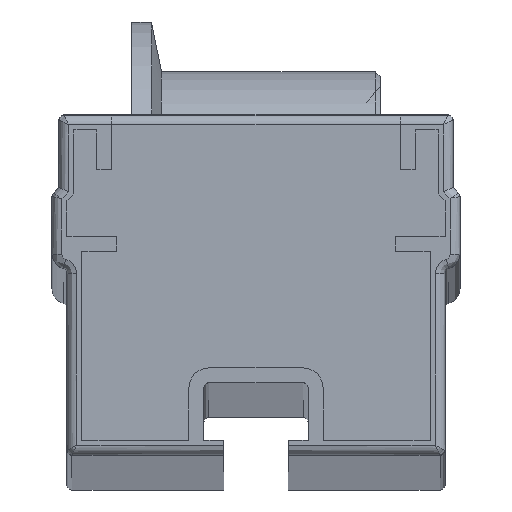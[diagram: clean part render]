
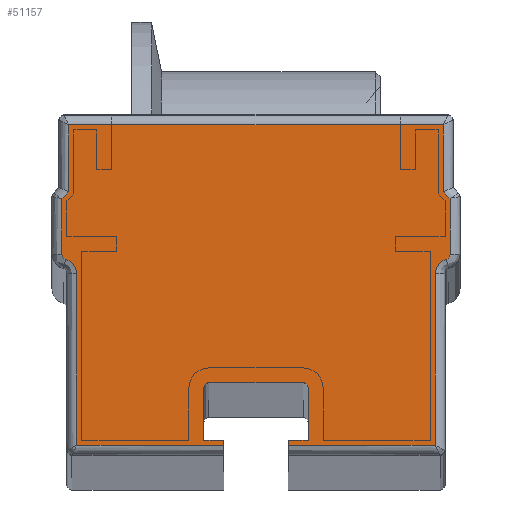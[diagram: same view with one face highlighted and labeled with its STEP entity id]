
A CAD part, top view. The second image highlights one B-rep face of the part: STEP entity #51157.
In plain terms, the highlighted planar face has unit normal (0, 0, 1).
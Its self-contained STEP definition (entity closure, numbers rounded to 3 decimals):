
#709=CIRCLE('',#54287,1.5);
#712=CIRCLE('',#54290,0.5);
#718=CIRCLE('',#54313,0.5);
#721=CIRCLE('',#54317,1.5);
#725=CIRCLE('',#54327,0.5);
#726=CIRCLE('',#54328,0.5);
#5091=FACE_OUTER_BOUND('',#8081,.T.);
#8081=EDGE_LOOP('',(#34330,#34331,#34332,#34333,#34334,#34335,#34336,#34337,
#34338,#34339,#34340,#34341,#34342,#34343,#34344,#34345,#34346,#34347,#34348,
#34349,#34350,#34351,#34352,#34353));
#11269=LINE('',#77673,#16077);
#11272=LINE('',#77682,#16080);
#11273=LINE('',#77704,#16081);
#11275=LINE('',#77778,#16083);
#11278=LINE('',#77784,#16086);
#11279=LINE('',#77786,#16087);
#11281=LINE('',#77790,#16089);
#11284=LINE('',#77796,#16092);
#11286=LINE('',#77802,#16094);
#11287=LINE('',#77824,#16095);
#11290=LINE('',#77831,#16098);
#11295=LINE('',#77844,#16103);
#11298=LINE('',#77850,#16106);
#11299=LINE('',#77852,#16107);
#11300=LINE('',#77854,#16108);
#11301=LINE('',#77858,#16109);
#11302=LINE('',#77862,#16110);
#11303=LINE('',#77863,#16111);
#16077=VECTOR('',#60616,10.);
#16080=VECTOR('',#60625,10.);
#16081=VECTOR('',#60642,10.);
#16083=VECTOR('',#60666,10.);
#16086=VECTOR('',#60673,10.);
#16087=VECTOR('',#60676,10.);
#16089=VECTOR('',#60680,10.);
#16092=VECTOR('',#60687,10.);
#16094=VECTOR('',#60693,10.);
#16095=VECTOR('',#60710,10.);
#16098=VECTOR('',#60717,10.);
#16103=VECTOR('',#60730,10.);
#16106=VECTOR('',#60735,10.);
#16107=VECTOR('',#60736,10.);
#16108=VECTOR('',#60737,10.);
#16109=VECTOR('',#60740,10.);
#16110=VECTOR('',#60743,10.);
#16111=VECTOR('',#60744,10.);
#20857=VERTEX_POINT('',#77577);
#20861=VERTEX_POINT('',#77605);
#20864=VERTEX_POINT('',#77631);
#20868=VERTEX_POINT('',#77664);
#20871=VERTEX_POINT('',#77672);
#20874=VERTEX_POINT('',#77680);
#20876=VERTEX_POINT('',#77685);
#20878=VERTEX_POINT('',#77699);
#20881=VERTEX_POINT('',#77734);
#20886=VERTEX_POINT('',#77769);
#20889=VERTEX_POINT('',#77777);
#20891=VERTEX_POINT('',#77789);
#20894=VERTEX_POINT('',#77800);
#20896=VERTEX_POINT('',#77813);
#20898=VERTEX_POINT('',#77819);
#20900=VERTEX_POINT('',#77829);
#20904=VERTEX_POINT('',#77843);
#20906=VERTEX_POINT('',#77849);
#20907=VERTEX_POINT('',#77851);
#20908=VERTEX_POINT('',#77853);
#20909=VERTEX_POINT('',#77855);
#20910=VERTEX_POINT('',#77857);
#20911=VERTEX_POINT('',#77859);
#20912=VERTEX_POINT('',#77861);
#26154=EDGE_CURVE('',#20868,#20871,#11269,.T.);
#26159=EDGE_CURVE('',#20874,#20868,#11272,.T.);
#26161=EDGE_CURVE('',#20876,#20874,#709,.T.);
#26164=EDGE_CURVE('',#20878,#20876,#712,.T.);
#26166=EDGE_CURVE('',#20864,#20878,#11273,.T.);
#26178=EDGE_CURVE('',#20886,#20889,#11275,.T.);
#26182=EDGE_CURVE('',#20889,#20864,#11278,.T.);
#26183=EDGE_CURVE('',#20881,#20886,#11279,.T.);
#26185=EDGE_CURVE('',#20861,#20891,#11281,.T.);
#26189=EDGE_CURVE('',#20891,#20881,#11284,.T.);
#26192=EDGE_CURVE('',#20894,#20861,#11286,.T.);
#26194=EDGE_CURVE('',#20896,#20894,#718,.T.);
#26197=EDGE_CURVE('',#20898,#20896,#721,.T.);
#26199=EDGE_CURVE('',#20857,#20898,#11287,.T.);
#26203=EDGE_CURVE('',#20900,#20857,#11290,.T.);
#26209=EDGE_CURVE('',#20904,#20871,#11295,.T.);
#26212=EDGE_CURVE('',#20900,#20906,#11298,.T.);
#26213=EDGE_CURVE('',#20906,#20907,#11299,.T.);
#26214=EDGE_CURVE('',#20907,#20908,#11300,.T.);
#26215=EDGE_CURVE('',#20908,#20909,#725,.T.);
#26216=EDGE_CURVE('',#20909,#20910,#11301,.T.);
#26217=EDGE_CURVE('',#20910,#20911,#726,.T.);
#26218=EDGE_CURVE('',#20911,#20912,#11302,.T.);
#26219=EDGE_CURVE('',#20912,#20904,#11303,.T.);
#34330=ORIENTED_EDGE('',*,*,#26154,.F.);
#34331=ORIENTED_EDGE('',*,*,#26159,.F.);
#34332=ORIENTED_EDGE('',*,*,#26161,.F.);
#34333=ORIENTED_EDGE('',*,*,#26164,.F.);
#34334=ORIENTED_EDGE('',*,*,#26166,.F.);
#34335=ORIENTED_EDGE('',*,*,#26182,.F.);
#34336=ORIENTED_EDGE('',*,*,#26178,.F.);
#34337=ORIENTED_EDGE('',*,*,#26183,.F.);
#34338=ORIENTED_EDGE('',*,*,#26189,.F.);
#34339=ORIENTED_EDGE('',*,*,#26185,.F.);
#34340=ORIENTED_EDGE('',*,*,#26192,.F.);
#34341=ORIENTED_EDGE('',*,*,#26194,.F.);
#34342=ORIENTED_EDGE('',*,*,#26197,.F.);
#34343=ORIENTED_EDGE('',*,*,#26199,.F.);
#34344=ORIENTED_EDGE('',*,*,#26203,.F.);
#34345=ORIENTED_EDGE('',*,*,#26212,.T.);
#34346=ORIENTED_EDGE('',*,*,#26213,.T.);
#34347=ORIENTED_EDGE('',*,*,#26214,.T.);
#34348=ORIENTED_EDGE('',*,*,#26215,.T.);
#34349=ORIENTED_EDGE('',*,*,#26216,.T.);
#34350=ORIENTED_EDGE('',*,*,#26217,.T.);
#34351=ORIENTED_EDGE('',*,*,#26218,.T.);
#34352=ORIENTED_EDGE('',*,*,#26219,.T.);
#34353=ORIENTED_EDGE('',*,*,#26209,.T.);
#49699=PLANE('',#54326);
#51157=ADVANCED_FACE('',(#5091),#49699,.T.);
#54287=AXIS2_PLACEMENT_3D('',#77687,#60630,#60631);
#54290=AXIS2_PLACEMENT_3D('',#77701,#60636,#60637);
#54313=AXIS2_PLACEMENT_3D('',#77815,#60696,#60697);
#54317=AXIS2_PLACEMENT_3D('',#77821,#60704,#60705);
#54326=AXIS2_PLACEMENT_3D('',#77848,#60733,#60734);
#54327=AXIS2_PLACEMENT_3D('',#77856,#60738,#60739);
#54328=AXIS2_PLACEMENT_3D('',#77860,#60741,#60742);
#60616=DIRECTION('',(-1.,0.,0.));
#60625=DIRECTION('',(0.,-1.,0.));
#60630=DIRECTION('center_axis',(0.,0.,1.));
#60631=DIRECTION('ref_axis',(-0.791,0.612,0.));
#60636=DIRECTION('center_axis',(0.,0.,-1.));
#60637=DIRECTION('ref_axis',(0.791,-0.612,0.));
#60642=DIRECTION('',(0.,-1.,0.));
#60666=DIRECTION('',(0.,-1.,0.));
#60673=DIRECTION('',(0.707,-0.707,0.));
#60676=DIRECTION('',(1.,0.,0.));
#60680=DIRECTION('',(0.707,0.707,0.));
#60687=DIRECTION('',(0.,1.,0.));
#60693=DIRECTION('',(0.,1.,0.));
#60696=DIRECTION('center_axis',(0.,0.,-1.));
#60697=DIRECTION('ref_axis',(-0.791,-0.612,0.));
#60704=DIRECTION('center_axis',(0.,0.,1.));
#60705=DIRECTION('ref_axis',(0.791,0.612,0.));
#60710=DIRECTION('',(0.,1.,0.));
#60717=DIRECTION('',(-1.,0.,0.));
#60730=DIRECTION('',(0.,-1.,0.));
#60733=DIRECTION('center_axis',(0.,0.,1.));
#60734=DIRECTION('ref_axis',(1.,0.,0.));
#60735=DIRECTION('',(0.,1.,0.));
#60736=DIRECTION('',(-1.,0.,0.));
#60737=DIRECTION('',(0.,1.,0.));
#60738=DIRECTION('center_axis',(0.,0.,-1.));
#60739=DIRECTION('ref_axis',(0.,1.,0.));
#60740=DIRECTION('',(1.,0.,0.));
#60741=DIRECTION('center_axis',(0.,0.,-1.));
#60742=DIRECTION('ref_axis',(1.,0.,0.));
#60743=DIRECTION('',(0.,-1.,0.));
#60744=DIRECTION('',(-1.,0.,0.));
#77577=CARTESIAN_POINT('',(-20.764,-17.118,1000.));
#77605=CARTESIAN_POINT('',(-22.264,7.667,1000.));
#77631=CARTESIAN_POINT('',(16.736,7.667,1000.));
#77664=CARTESIAN_POINT('',(15.236,-17.118,1000.));
#77672=CARTESIAN_POINT('',(0.486,-17.118,1000.));
#77673=CARTESIAN_POINT('',(-1.139,-17.118,1000.));
#77680=CARTESIAN_POINT('',(15.236,0.145,1000.));
#77682=CARTESIAN_POINT('',(15.236,-9.955,1000.));
#77685=CARTESIAN_POINT('',(16.361,1.598,1000.));
#77687=CARTESIAN_POINT('Origin',(16.736,0.145,1000.));
#77699=CARTESIAN_POINT('',(16.736,2.082,1000.));
#77701=CARTESIAN_POINT('Origin',(16.236,2.082,1000.));
#77704=CARTESIAN_POINT('',(16.736,-0.105,1000.));
#77734=CARTESIAN_POINT('',(-21.564,15.082,1000.));
#77769=CARTESIAN_POINT('',(16.036,15.082,1000.));
#77777=CARTESIAN_POINT('',(16.036,8.367,1000.));
#77778=CARTESIAN_POINT('',(16.036,3.245,1000.));
#77784=CARTESIAN_POINT('',(14.424,9.98,1000.));
#77786=CARTESIAN_POINT('',(6.886,15.082,1000.));
#77789=CARTESIAN_POINT('',(-21.564,8.367,1000.));
#77790=CARTESIAN_POINT('',(-19.675,10.256,1000.));
#77796=CARTESIAN_POINT('',(-21.564,6.645,1000.));
#77800=CARTESIAN_POINT('',(-22.264,2.082,1000.));
#77802=CARTESIAN_POINT('',(-22.264,2.792,1000.));
#77813=CARTESIAN_POINT('',(-21.889,1.598,1000.));
#77815=CARTESIAN_POINT('Origin',(-21.764,2.082,1000.));
#77819=CARTESIAN_POINT('',(-20.764,0.145,1000.));
#77821=CARTESIAN_POINT('Origin',(-22.264,0.145,1000.));
#77824=CARTESIAN_POINT('',(-20.764,-1.073,1000.));
#77829=CARTESIAN_POINT('',(-6.014,-17.118,1000.));
#77831=CARTESIAN_POINT('',(-12.014,-17.118,1000.));
#77843=CARTESIAN_POINT('',(0.486,-16.618,1000.));
#77844=CARTESIAN_POINT('',(0.486,-18.118,1000.));
#77848=CARTESIAN_POINT('Origin',(-2.764,-2.291,1000.));
#77849=CARTESIAN_POINT('',(-6.014,-16.618,1000.));
#77850=CARTESIAN_POINT('',(-6.014,-16.618,1000.));
#77851=CARTESIAN_POINT('',(-8.014,-16.618,1000.));
#77852=CARTESIAN_POINT('',(-8.014,-16.618,1000.));
#77853=CARTESIAN_POINT('',(-8.014,-11.318,1000.));
#77854=CARTESIAN_POINT('',(-8.014,-11.318,1000.));
#77855=CARTESIAN_POINT('',(-7.514,-10.818,1000.));
#77856=CARTESIAN_POINT('Origin',(-7.514,-11.318,1000.));
#77857=CARTESIAN_POINT('',(1.986,-10.818,1000.));
#77858=CARTESIAN_POINT('',(1.986,-10.818,1000.));
#77859=CARTESIAN_POINT('',(2.486,-11.318,1000.));
#77860=CARTESIAN_POINT('Origin',(1.986,-11.318,1000.));
#77861=CARTESIAN_POINT('',(2.486,-16.618,1000.));
#77862=CARTESIAN_POINT('',(2.486,-16.618,1000.));
#77863=CARTESIAN_POINT('',(0.486,-16.618,1000.));
